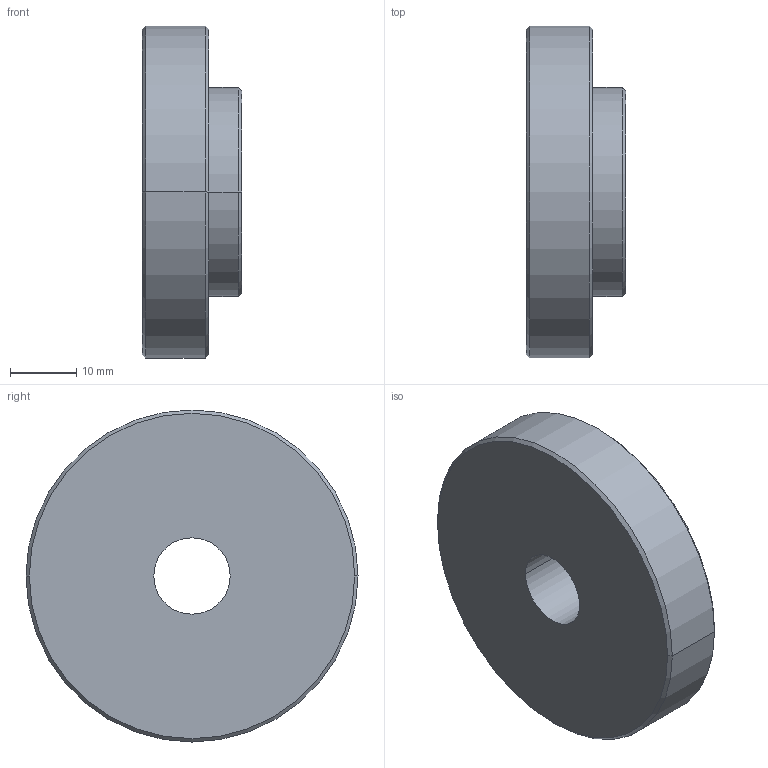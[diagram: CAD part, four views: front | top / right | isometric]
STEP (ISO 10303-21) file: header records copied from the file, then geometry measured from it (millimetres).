
FILE_DESCRIPTION (( 'STEP AP203' ), '1' );
FILE_NAME ('3991-25_REV_.step', '2026-01-28T00:17:26', ( '' ), ( '' ), 'SwSTEP 2.0', 'SolidWorks 2025', '' );
FILE_SCHEMA (( 'CONFIG_CONTROL_DESIGN' ));
Length unit declared in the file: millimetre
Products named in the file (1): 3991-25_REV_
Bounding box: 15 x 50 x 50 mm (x, y, z)
Volume: 21922.2 mm3; surface area: 6204.8 mm2
Topology: 1 solids, 1 shells, 15 faces, 30 edges, 18 vertices
Faces by surface type: cone 6, cylinder 6, plane 3
Entity records: 475 total; most frequent: DIRECTION 80, CARTESIAN_POINT 64, ORIENTED_EDGE 60, AXIS2_PLACEMENT_3D 34, EDGE_CURVE 30, VERTEX_POINT 18, CIRCLE 18, EDGE_LOOP 18
